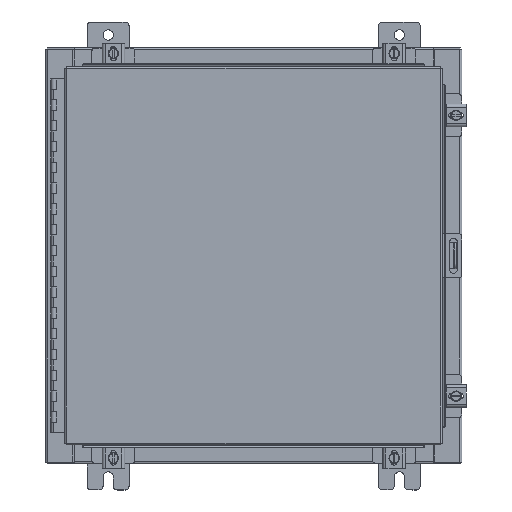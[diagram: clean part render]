
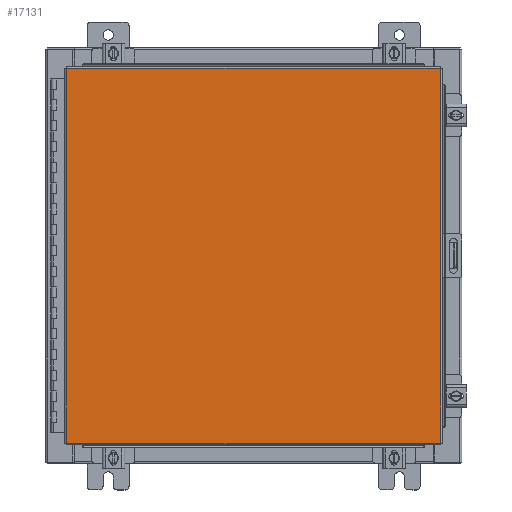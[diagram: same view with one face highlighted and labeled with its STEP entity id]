
A CAD part, top view. The second image highlights one B-rep face of the part: STEP entity #17131.
In plain terms, the highlighted planar face has unit normal (0, 0, 1).
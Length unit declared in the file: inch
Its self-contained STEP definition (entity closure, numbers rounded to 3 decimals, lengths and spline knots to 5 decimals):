
#1353 = DIRECTION ( 'NONE',  ( -1., 0., 0. ) ) ;
#2205 = FACE_OUTER_BOUND ( 'NONE', #26256, .T. ) ;
#4350 = ORIENTED_EDGE ( 'NONE', *, *, #27135, .T. ) ;
#6068 = VERTEX_POINT ( 'NONE', #19086 ) ;
#6350 = LINE ( 'NONE', #6539, #12389 ) ;
#6462 = VECTOR ( 'NONE', #19364, 39.37008 ) ;
#6539 = CARTESIAN_POINT ( 'NONE',  ( 8.9903, 9.0063, 0. ) ) ;
#6997 = CARTESIAN_POINT ( 'NONE',  ( 8.9903, 9.0063, 0. ) ) ;
#7769 = EDGE_CURVE ( 'NONE', #21851, #6068, #12496, .T. ) ;
#7913 = CARTESIAN_POINT ( 'NONE',  ( -8.9903, 9.0063, 0. ) ) ;
#8149 = CARTESIAN_POINT ( 'NONE',  ( 0., 0., 0. ) ) ;
#8730 = DIRECTION ( 'NONE',  ( -1., 0., 0. ) ) ;
#10078 = LINE ( 'NONE', #11765, #15435 ) ;
#11366 = EDGE_CURVE ( 'NONE', #19055, #13459, #25693, .T. ) ;
#11765 = CARTESIAN_POINT ( 'NONE',  ( -8.9903, -9.0063, 0. ) ) ;
#12121 = DIRECTION ( 'NONE',  ( 0., 1., 0. ) ) ;
#12389 = VECTOR ( 'NONE', #8730, 39.37008 ) ;
#12496 = LINE ( 'NONE', #7913, #6462 ) ;
#12710 = PLANE ( 'NONE',  #19289 ) ;
#13459 = VERTEX_POINT ( 'NONE', #6997 ) ;
#14052 = DIRECTION ( 'NONE',  ( 1., 0., 0. ) ) ;
#15001 = DIRECTION ( 'NONE',  ( 0., 0., -1. ) ) ;
#15435 = VECTOR ( 'NONE', #14052, 39.37008 ) ;
#16179 = ORIENTED_EDGE ( 'NONE', *, *, #7769, .T. ) ;
#17131 = ADVANCED_FACE ( 'NONE', ( #2205 ), #12710, .F. ) ;
#18540 = CARTESIAN_POINT ( 'NONE',  ( 8.9903, -9.0063, 0. ) ) ;
#19055 = VERTEX_POINT ( 'NONE', #18540 ) ;
#19086 = CARTESIAN_POINT ( 'NONE',  ( -8.9903, -9.0063, 0. ) ) ;
#19289 = AXIS2_PLACEMENT_3D ( 'NONE', #8149, #15001, #1353 ) ;
#19364 = DIRECTION ( 'NONE',  ( 0., -1., 0. ) ) ;
#20008 = ORIENTED_EDGE ( 'NONE', *, *, #21719, .T. ) ;
#21719 = EDGE_CURVE ( 'NONE', #13459, #21851, #6350, .T. ) ;
#21851 = VERTEX_POINT ( 'NONE', #22948 ) ;
#22948 = CARTESIAN_POINT ( 'NONE',  ( -8.9903, 9.0063, 0. ) ) ;
#23475 = CARTESIAN_POINT ( 'NONE',  ( 8.9903, -9.0063, 0. ) ) ;
#24280 = VECTOR ( 'NONE', #12121, 39.37008 ) ;
#25693 = LINE ( 'NONE', #23475, #24280 ) ;
#26256 = EDGE_LOOP ( 'NONE', ( #4350, #27810, #20008, #16179 ) ) ;
#27135 = EDGE_CURVE ( 'NONE', #6068, #19055, #10078, .T. ) ;
#27810 = ORIENTED_EDGE ( 'NONE', *, *, #11366, .T. ) ;
